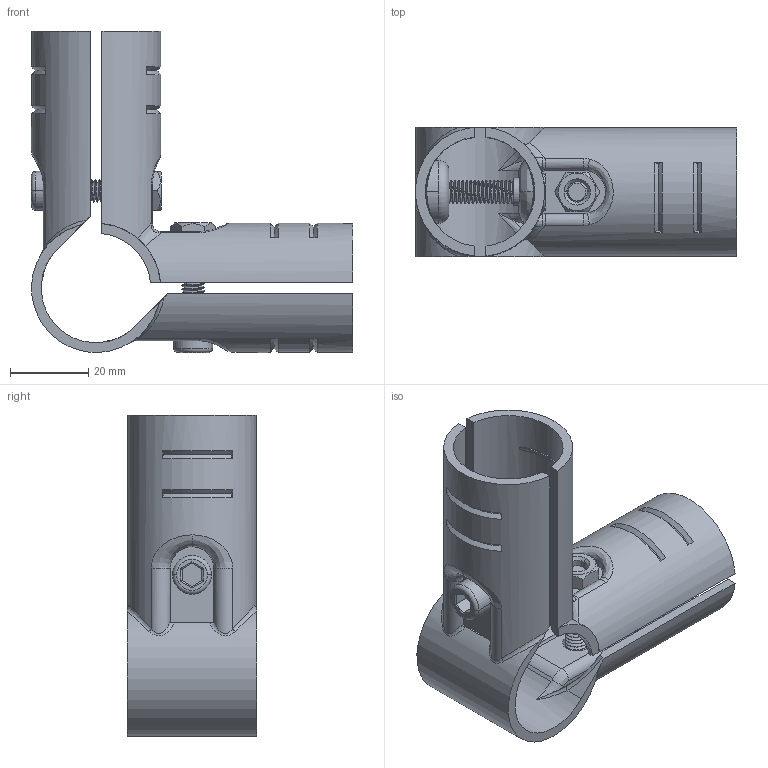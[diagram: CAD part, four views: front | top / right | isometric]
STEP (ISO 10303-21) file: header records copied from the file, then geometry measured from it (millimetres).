
FILE_DESCRIPTION (( 'STEP AP214' ), '1' );
FILE_NAME ('B296 Ñîåäèíèòåëü òðóáíûé, Ô28, 2B.STEP', '2023-11-03T07:41:31', ( '' ), ( '' ), 'SwSTEP 2.0', 'SolidWorks 2022', '' );
FILE_SCHEMA (( 'AUTOMOTIVE_DESIGN' ));
Length unit declared in the file: millimetre
Products named in the file (2): B296 Соединитель трубный, Ф28, 2B_00^B296 Соединитель трубный, Ф28, 2B.STEP_00.STEP_00.STEP_00; B296 Соединитель трубный, Ф28, 2B
Assembly tree (1 placements, depth 2):
  B296 Соединитель трубный, Ф28, 2B
    B296 Соединитель трубный, Ф28, 2B_00^B296 Соединитель трубный, Ф28, 2B.STEP_00.STEP_00.STEP_00
Bounding box: 82 x 33 x 82 mm (x, y, z)
Volume: 30820.7 mm3; surface area: 28256.7 mm2
Topology: 6 solids, 6 shells, 437 faces, 1136 edges, 729 vertices
Faces by surface type: cylinder 177, plane 112, bspline 88, cone 34, torus 26
Entity records: 30657 total; most frequent: CARTESIAN_POINT 21064, ORIENTED_EDGE 2272, DIRECTION 1528, EDGE_CURVE 1136, VERTEX_POINT 729, AXIS2_PLACEMENT_3D 578, B_SPLINE_CURVE_WITH_KNOTS 510, EDGE_LOOP 467
